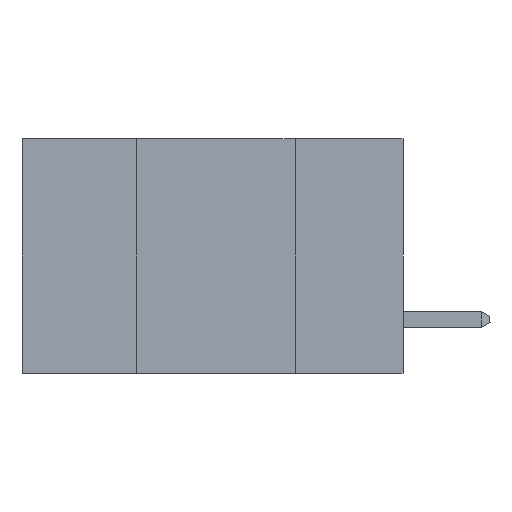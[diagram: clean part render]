
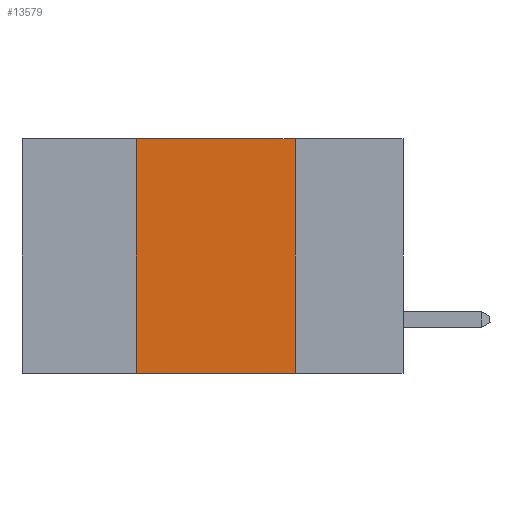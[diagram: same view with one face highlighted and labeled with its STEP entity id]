
A CAD part, left-side view. The second image highlights one B-rep face of the part: STEP entity #13579.
In plain terms, the highlighted planar face has unit normal (-1, 0, 0).
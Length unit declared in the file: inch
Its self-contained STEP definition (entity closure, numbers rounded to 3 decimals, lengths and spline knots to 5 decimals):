
#1679 = EDGE_CURVE ( 'NONE', #28797, #4494, #12647, .T. ) ;
#2649 = CARTESIAN_POINT ( 'NONE',  ( 0., 0.42, 0. ) ) ;
#2912 = FACE_OUTER_BOUND ( 'NONE', #7001, .T. ) ;
#4433 = CARTESIAN_POINT ( 'NONE',  ( 0., 0.17, 0. ) ) ;
#4494 = VERTEX_POINT ( 'NONE', #10465 ) ;
#5681 = DIRECTION ( 'NONE',  ( 0., 0., -1. ) ) ;
#5749 = PLANE ( 'NONE',  #14541 ) ;
#5984 = CARTESIAN_POINT ( 'NONE',  ( 0., 0.42, 0. ) ) ;
#6003 = LINE ( 'NONE', #9232, #15564 ) ;
#6899 = VECTOR ( 'NONE', #12713, 39.37008 ) ;
#7001 = EDGE_LOOP ( 'NONE', ( #22756, #7867, #19692, #28367 ) ) ;
#7272 = EDGE_CURVE ( 'NONE', #25503, #4494, #23737, .T. ) ;
#7867 = ORIENTED_EDGE ( 'NONE', *, *, #30943, .F. ) ;
#8168 = DIRECTION ( 'NONE',  ( 0., 0., -1. ) ) ;
#8261 = CARTESIAN_POINT ( 'NONE',  ( 0., 0.6, 0. ) ) ;
#9232 = CARTESIAN_POINT ( 'NONE',  ( 0., 0.6, 0. ) ) ;
#10465 = CARTESIAN_POINT ( 'NONE',  ( 0., 0.17, -0.37 ) ) ;
#12647 = LINE ( 'NONE', #27920, #22617 ) ;
#12713 = DIRECTION ( 'NONE',  ( 0., 0., 1. ) ) ;
#13579 = ADVANCED_FACE ( 'NONE', ( #2912 ), #5749, .F. ) ;
#14541 = AXIS2_PLACEMENT_3D ( 'NONE', #8261, #25093, #8168 ) ;
#15564 = VECTOR ( 'NONE', #17336, 39.37008 ) ;
#17336 = DIRECTION ( 'NONE',  ( 0., -1., 0. ) ) ;
#18380 = VECTOR ( 'NONE', #5681, 39.37008 ) ;
#19692 = ORIENTED_EDGE ( 'NONE', *, *, #21892, .F. ) ;
#21338 = VERTEX_POINT ( 'NONE', #5984 ) ;
#21892 = EDGE_CURVE ( 'NONE', #28797, #21338, #23347, .T. ) ;
#22617 = VECTOR ( 'NONE', #25556, 39.37008 ) ;
#22756 = ORIENTED_EDGE ( 'NONE', *, *, #7272, .F. ) ;
#23347 = LINE ( 'NONE', #2649, #6899 ) ;
#23737 = LINE ( 'NONE', #24925, #18380 ) ;
#24925 = CARTESIAN_POINT ( 'NONE',  ( 0., 0.17, 0. ) ) ;
#25093 = DIRECTION ( 'NONE',  ( 1., 0., 0. ) ) ;
#25503 = VERTEX_POINT ( 'NONE', #4433 ) ;
#25556 = DIRECTION ( 'NONE',  ( 0., -1., 0. ) ) ;
#27920 = CARTESIAN_POINT ( 'NONE',  ( 0., 0.6, -0.37 ) ) ;
#28052 = CARTESIAN_POINT ( 'NONE',  ( 0., 0.42, -0.37 ) ) ;
#28367 = ORIENTED_EDGE ( 'NONE', *, *, #1679, .T. ) ;
#28797 = VERTEX_POINT ( 'NONE', #28052 ) ;
#30943 = EDGE_CURVE ( 'NONE', #21338, #25503, #6003, .T. ) ;
